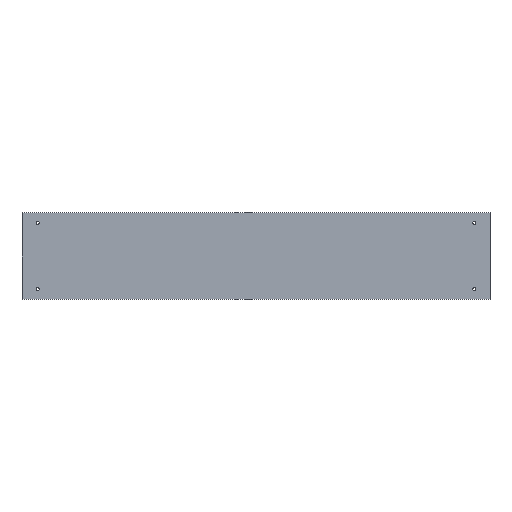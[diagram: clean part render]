
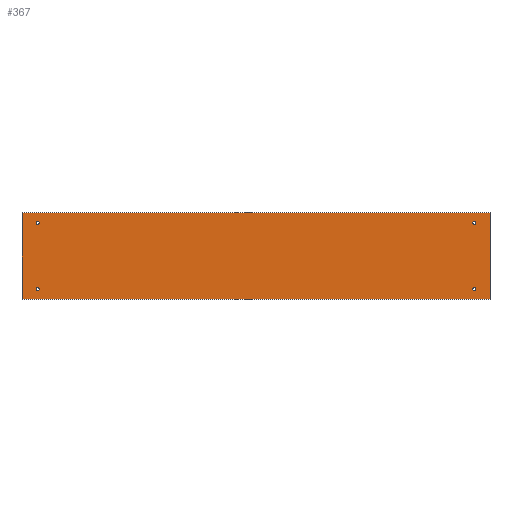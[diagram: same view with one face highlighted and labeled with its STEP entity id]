
A CAD part, top view. The second image highlights one B-rep face of the part: STEP entity #367.
In plain terms, the highlighted planar face has unit normal (0, 0, 1).
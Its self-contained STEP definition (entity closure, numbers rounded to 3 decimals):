
#8 = ORIENTED_EDGE ( 'NONE', *, *, #341, .F. ) ;
#9 = LINE ( 'NONE', #119, #427 ) ;
#14 = ORIENTED_EDGE ( 'NONE', *, *, #455, .T. ) ;
#26 = CARTESIAN_POINT ( 'NONE',  ( 275., -42., 3. ) ) ;
#30 = VECTOR ( 'NONE', #173, 1000. ) ;
#36 = CARTESIAN_POINT ( 'NONE',  ( -279., -42., 3. ) ) ;
#39 = EDGE_CURVE ( 'NONE', #337, #334, #423, .T. ) ;
#40 = LINE ( 'NONE', #456, #30 ) ;
#41 = CIRCLE ( 'NONE', #112, 2. ) ;
#44 = ORIENTED_EDGE ( 'NONE', *, *, #189, .F. ) ;
#51 = VECTOR ( 'NONE', #365, 1000. ) ;
#60 = EDGE_CURVE ( 'NONE', #118, #459, #428, .T. ) ;
#63 = EDGE_CURVE ( 'NONE', #133, #468, #41, .T. ) ;
#69 = AXIS2_PLACEMENT_3D ( 'NONE', #225, #309, #187 ) ;
#70 = CARTESIAN_POINT ( 'NONE',  ( -277., -42., 3. ) ) ;
#90 = EDGE_CURVE ( 'NONE', #188, #382, #139, .T. ) ;
#93 = CIRCLE ( 'NONE', #531, 2. ) ;
#95 = EDGE_CURVE ( 'NONE', #468, #133, #395, .T. ) ;
#96 = DIRECTION ( 'NONE',  ( 0., 0., 1. ) ) ;
#98 = ORIENTED_EDGE ( 'NONE', *, *, #477, .T. ) ;
#100 = CIRCLE ( 'NONE', #475, 2. ) ;
#105 = CARTESIAN_POINT ( 'NONE',  ( 279., 42., 3. ) ) ;
#108 = DIRECTION ( 'NONE',  ( -1., 0., 0. ) ) ;
#110 = VECTOR ( 'NONE', #465, 1000. ) ;
#112 = AXIS2_PLACEMENT_3D ( 'NONE', #180, #96, #519 ) ;
#117 = DIRECTION ( 'NONE',  ( 0., 0., 1. ) ) ;
#118 = VERTEX_POINT ( 'NONE', #424 ) ;
#119 = CARTESIAN_POINT ( 'NONE',  ( 297., 55., 3. ) ) ;
#120 = PLANE ( 'NONE',  #466 ) ;
#133 = VERTEX_POINT ( 'NONE', #26 ) ;
#134 = CARTESIAN_POINT ( 'NONE',  ( 297., -55., 3. ) ) ;
#139 = CIRCLE ( 'NONE', #419, 2. ) ;
#142 = ORIENTED_EDGE ( 'NONE', *, *, #63, .F. ) ;
#143 = AXIS2_PLACEMENT_3D ( 'NONE', #175, #345, #469 ) ;
#152 = DIRECTION ( 'NONE',  ( 0., 0., 1. ) ) ;
#155 = CARTESIAN_POINT ( 'NONE',  ( -297., 55., 3. ) ) ;
#156 = EDGE_LOOP ( 'NONE', ( #14, #264, #98, #267 ) ) ;
#160 = DIRECTION ( 'NONE',  ( -1., 0., 0. ) ) ;
#162 = DIRECTION ( 'NONE',  ( 0., 0., 1. ) ) ;
#170 = ORIENTED_EDGE ( 'NONE', *, *, #95, .F. ) ;
#173 = DIRECTION ( 'NONE',  ( 0., 1., 0. ) ) ;
#175 = CARTESIAN_POINT ( 'NONE',  ( 277., 42., 3. ) ) ;
#178 = CIRCLE ( 'NONE', #446, 2. ) ;
#180 = CARTESIAN_POINT ( 'NONE',  ( 277., -42., 3. ) ) ;
#183 = FACE_BOUND ( 'NONE', #488, .T. ) ;
#187 = DIRECTION ( 'NONE',  ( 1., 0., 0. ) ) ;
#188 = VERTEX_POINT ( 'NONE', #487 ) ;
#189 = EDGE_CURVE ( 'NONE', #334, #337, #178, .T. ) ;
#196 = CARTESIAN_POINT ( 'NONE',  ( 297., 55., 3. ) ) ;
#204 = CARTESIAN_POINT ( 'NONE',  ( 0., 0., 3. ) ) ;
#206 = ORIENTED_EDGE ( 'NONE', *, *, #430, .F. ) ;
#209 = AXIS2_PLACEMENT_3D ( 'NONE', #70, #361, #108 ) ;
#211 = VERTEX_POINT ( 'NONE', #196 ) ;
#214 = EDGE_LOOP ( 'NONE', ( #206, #383 ) ) ;
#223 = ORIENTED_EDGE ( 'NONE', *, *, #39, .F. ) ;
#225 = CARTESIAN_POINT ( 'NONE',  ( 277., -42., 3. ) ) ;
#244 = CARTESIAN_POINT ( 'NONE',  ( 277., 42., 3. ) ) ;
#249 = DIRECTION ( 'NONE',  ( -1., 0., 0. ) ) ;
#253 = CARTESIAN_POINT ( 'NONE',  ( -297., -55., 3. ) ) ;
#264 = ORIENTED_EDGE ( 'NONE', *, *, #60, .T. ) ;
#267 = ORIENTED_EDGE ( 'NONE', *, *, #426, .T. ) ;
#268 = DIRECTION ( 'NONE',  ( 0., 0., 1. ) ) ;
#269 = DIRECTION ( 'NONE',  ( 1., 0., 0. ) ) ;
#271 = FACE_BOUND ( 'NONE', #400, .T. ) ;
#281 = FACE_BOUND ( 'NONE', #351, .T. ) ;
#283 = DIRECTION ( 'NONE',  ( 1., 0., 0. ) ) ;
#287 = EDGE_CURVE ( 'NONE', #325, #429, #385, .T. ) ;
#294 = FACE_OUTER_BOUND ( 'NONE', #156, .T. ) ;
#309 = DIRECTION ( 'NONE',  ( 0., 0., 1. ) ) ;
#324 = DIRECTION ( 'NONE',  ( -1., 0., 0. ) ) ;
#325 = VERTEX_POINT ( 'NONE', #399 ) ;
#327 = VERTEX_POINT ( 'NONE', #155 ) ;
#330 = CARTESIAN_POINT ( 'NONE',  ( -279., 42., 3. ) ) ;
#334 = VERTEX_POINT ( 'NONE', #354 ) ;
#337 = VERTEX_POINT ( 'NONE', #105 ) ;
#341 = EDGE_CURVE ( 'NONE', #429, #325, #100, .T. ) ;
#345 = DIRECTION ( 'NONE',  ( 0., 0., 1. ) ) ;
#351 = EDGE_LOOP ( 'NONE', ( #8, #454 ) ) ;
#354 = CARTESIAN_POINT ( 'NONE',  ( 275., 42., 3. ) ) ;
#361 = DIRECTION ( 'NONE',  ( 0., 0., 1. ) ) ;
#363 = DIRECTION ( 'NONE',  ( 0., 0., 1. ) ) ;
#365 = DIRECTION ( 'NONE',  ( 0., -1., 0. ) ) ;
#367 = ADVANCED_FACE ( 'NONE', ( #271, #467, #294, #281, #183 ), #120, .T. ) ;
#368 = CARTESIAN_POINT ( 'NONE',  ( -277., 42., 3. ) ) ;
#382 = VERTEX_POINT ( 'NONE', #330 ) ;
#383 = ORIENTED_EDGE ( 'NONE', *, *, #90, .F. ) ;
#385 = CIRCLE ( 'NONE', #209, 2. ) ;
#395 = CIRCLE ( 'NONE', #69, 2. ) ;
#399 = CARTESIAN_POINT ( 'NONE',  ( -275., -42., 3. ) ) ;
#400 = EDGE_LOOP ( 'NONE', ( #142, #170 ) ) ;
#404 = CARTESIAN_POINT ( 'NONE',  ( 297., -55., 3. ) ) ;
#409 = DIRECTION ( 'NONE',  ( 1., 0., 0. ) ) ;
#419 = AXIS2_PLACEMENT_3D ( 'NONE', #514, #268, #269 ) ;
#423 = CIRCLE ( 'NONE', #143, 2. ) ;
#424 = CARTESIAN_POINT ( 'NONE',  ( -297., -55., 3. ) ) ;
#426 = EDGE_CURVE ( 'NONE', #211, #327, #9, .T. ) ;
#427 = VECTOR ( 'NONE', #160, 1000. ) ;
#428 = LINE ( 'NONE', #134, #110 ) ;
#429 = VERTEX_POINT ( 'NONE', #36 ) ;
#430 = EDGE_CURVE ( 'NONE', #382, #188, #93, .T. ) ;
#446 = AXIS2_PLACEMENT_3D ( 'NONE', #244, #152, #324 ) ;
#454 = ORIENTED_EDGE ( 'NONE', *, *, #287, .F. ) ;
#455 = EDGE_CURVE ( 'NONE', #327, #118, #473, .T. ) ;
#456 = CARTESIAN_POINT ( 'NONE',  ( 297., -55., 3. ) ) ;
#459 = VERTEX_POINT ( 'NONE', #404 ) ;
#465 = DIRECTION ( 'NONE',  ( 1., 0., 0. ) ) ;
#466 = AXIS2_PLACEMENT_3D ( 'NONE', #204, #363, #283 ) ;
#467 = FACE_BOUND ( 'NONE', #214, .T. ) ;
#468 = VERTEX_POINT ( 'NONE', #499 ) ;
#469 = DIRECTION ( 'NONE',  ( -1., 0., 0. ) ) ;
#473 = LINE ( 'NONE', #253, #51 ) ;
#475 = AXIS2_PLACEMENT_3D ( 'NONE', #498, #162, #249 ) ;
#477 = EDGE_CURVE ( 'NONE', #459, #211, #40, .T. ) ;
#487 = CARTESIAN_POINT ( 'NONE',  ( -275., 42., 3. ) ) ;
#488 = EDGE_LOOP ( 'NONE', ( #44, #223 ) ) ;
#498 = CARTESIAN_POINT ( 'NONE',  ( -277., -42., 3. ) ) ;
#499 = CARTESIAN_POINT ( 'NONE',  ( 279., -42., 3. ) ) ;
#514 = CARTESIAN_POINT ( 'NONE',  ( -277., 42., 3. ) ) ;
#519 = DIRECTION ( 'NONE',  ( 1., 0., 0. ) ) ;
#531 = AXIS2_PLACEMENT_3D ( 'NONE', #368, #117, #409 ) ;
